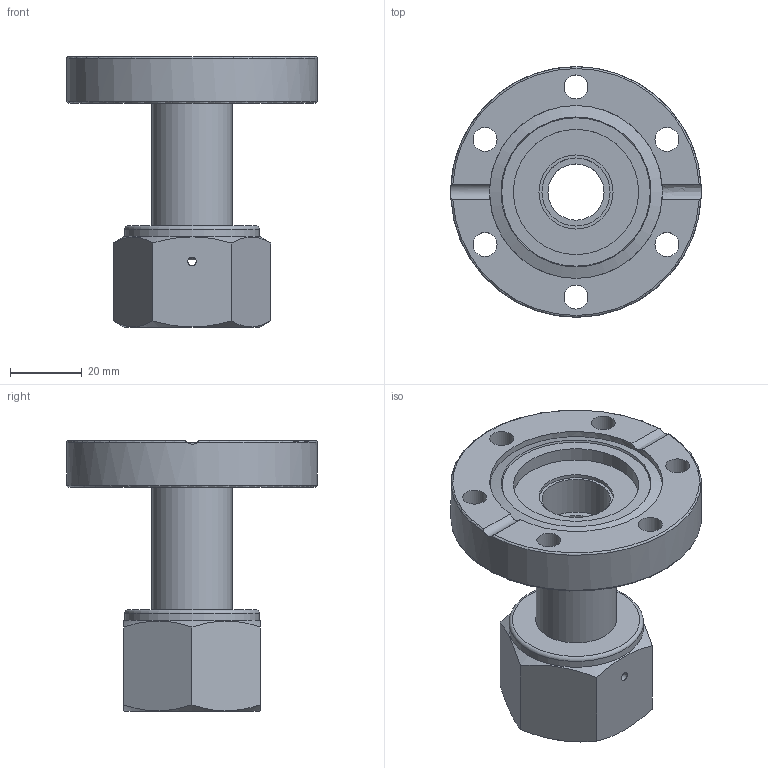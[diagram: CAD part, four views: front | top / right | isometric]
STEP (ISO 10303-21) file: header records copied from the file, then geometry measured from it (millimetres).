
FILE_DESCRIPTION((''),'2;1');
FILE_NAME('F35vcr19f.stp','2009-04-15T14:55:52',('hasers'),(''),'Autodesk Inventor 2008','Autodesk Inventor 2008','');
FILE_SCHEMA(('AUTOMOTIVE_DESIGN { 1 0 10303 214 1 1 1 1 }'));
Length unit declared in the file: millimetre
Products named in the file (4): F35vcr19f; CF-07 [Keywords [Summary]=1.4301][Company [Summary]=Vacom][Title [Summary]=F35]_8; VCR-34INCH-TU22MM; VCR-34INCH-F-MUTTER
Assembly tree (3 placements, depth 2):
  F35vcr19f
    CF-07 [Keywords [Summary]=1.4301][Company [Summary]=Vacom][Title [Summary]=F35]_8
    VCR-34INCH-TU22MM
    VCR-34INCH-F-MUTTER
Bounding box: 70 x 70 x 75.7 mm (x, y, z)
Volume: 64108.3 mm3; surface area: 27295.8 mm2
Topology: 3 solids, 3 shells, 56 faces, 137 edges, 92 vertices
Faces by surface type: plane 19, cylinder 15, bspline 10, cone 7, torus 5
Full cylindrical faces by diameter (mm): 2.35 x2, 15.7 x1, 19.05 x1, 22.4 x1, 22.6 x1, 27.5 x1, 29.2 x1, 30 x1, 32.5 x1, 35 x1, 37.6 x1, 48.3 x1, 70 x1
Entity records: 1944 total; most frequent: CARTESIAN_POINT 713, DIRECTION 224, ORIENTED_EDGE 184, EDGE_LOOP 116, AXIS2_PLACEMENT_3D 107, EDGE_CURVE 92, VERTEX_POINT 80, FACE_BOUND 60
